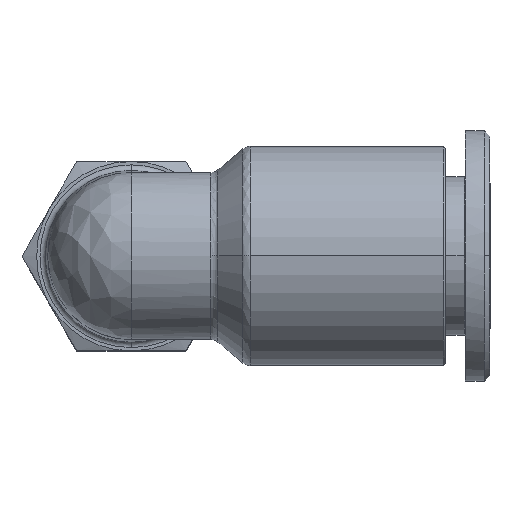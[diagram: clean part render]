
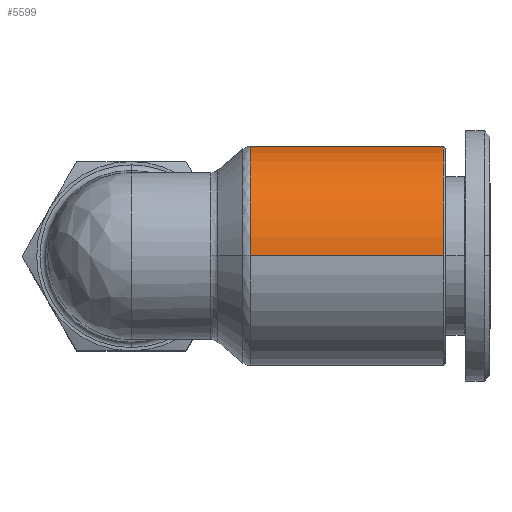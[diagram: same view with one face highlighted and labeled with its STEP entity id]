
A CAD part, top view. The second image highlights one B-rep face of the part: STEP entity #5599.
In plain terms, the highlighted cylindrical face has radius 9.85 mm (diameter 19.7 mm), a partial arc.
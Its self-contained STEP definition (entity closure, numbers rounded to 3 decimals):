
#152 = AXIS2_PLACEMENT_3D ( 'NONE', #1966, #10802, #8549 ) ;
#154 = LINE ( 'NONE', #10783, #14341 ) ;
#1033 = CYLINDRICAL_SURFACE ( 'NONE', #9654, 9.85 ) ;
#1086 = VERTEX_POINT ( 'NONE', #14065 ) ;
#1339 = VERTEX_POINT ( 'NONE', #6275 ) ;
#1470 = CARTESIAN_POINT ( 'NONE',  ( -4.764, 0., 9.85 ) ) ;
#1515 = ORIENTED_EDGE ( 'NONE', *, *, #7097, .T. ) ;
#1966 = CARTESIAN_POINT ( 'NONE',  ( 12.572, 0., 0. ) ) ;
#2388 = EDGE_LOOP ( 'NONE', ( #1515, #9270, #7863, #3669, #9074 ) ) ;
#2413 = VECTOR ( 'NONE', #13916, 1000. ) ;
#2905 = EDGE_CURVE ( 'NONE', #8919, #1086, #4345, .T. ) ;
#3645 = CIRCLE ( 'NONE', #6023, 9.85 ) ;
#3669 = ORIENTED_EDGE ( 'NONE', *, *, #11781, .T. ) ;
#3747 = DIRECTION ( 'NONE',  ( 0., 0., -1. ) ) ;
#3843 = CARTESIAN_POINT ( 'NONE',  ( -4.764, 0., 0. ) ) ;
#4098 = CIRCLE ( 'NONE', #12975, 9.85 ) ;
#4138 = EDGE_CURVE ( 'NONE', #1339, #9558, #4098, .T. ) ;
#4345 = LINE ( 'NONE', #7381, #2413 ) ;
#4765 = CARTESIAN_POINT ( 'NONE',  ( 12.572, 9.85, 0. ) ) ;
#5599 = ADVANCED_FACE ( 'NONE', ( #13998 ), #1033, .T. ) ;
#5624 = CARTESIAN_POINT ( 'NONE',  ( 2.872, 0., 0. ) ) ;
#6011 = DIRECTION ( 'NONE',  ( 1., 0., 0. ) ) ;
#6023 = AXIS2_PLACEMENT_3D ( 'NONE', #3843, #6011, #3747 ) ;
#6075 = EDGE_CURVE ( 'NONE', #9483, #1339, #154, .T. ) ;
#6275 = CARTESIAN_POINT ( 'NONE',  ( 12.572, 0., 9.85 ) ) ;
#6636 = DIRECTION ( 'NONE',  ( 0., 0., -1. ) ) ;
#6781 = DIRECTION ( 'NONE',  ( -1., 0., 0. ) ) ;
#6785 = DIRECTION ( 'NONE',  ( 1., 0., 0. ) ) ;
#7097 = EDGE_CURVE ( 'NONE', #8919, #9483, #3645, .T. ) ;
#7381 = CARTESIAN_POINT ( 'NONE',  ( 2.872, 0., -9.85 ) ) ;
#7863 = ORIENTED_EDGE ( 'NONE', *, *, #4138, .T. ) ;
#7907 = DIRECTION ( 'NONE',  ( 0., 0., -1. ) ) ;
#8267 = CIRCLE ( 'NONE', #152, 9.85 ) ;
#8549 = DIRECTION ( 'NONE',  ( 0., 0., -1. ) ) ;
#8919 = VERTEX_POINT ( 'NONE', #13730 ) ;
#9074 = ORIENTED_EDGE ( 'NONE', *, *, #2905, .F. ) ;
#9270 = ORIENTED_EDGE ( 'NONE', *, *, #6075, .T. ) ;
#9483 = VERTEX_POINT ( 'NONE', #1470 ) ;
#9558 = VERTEX_POINT ( 'NONE', #4765 ) ;
#9654 = AXIS2_PLACEMENT_3D ( 'NONE', #5624, #6785, #6636 ) ;
#10783 = CARTESIAN_POINT ( 'NONE',  ( 2.872, 0., 9.85 ) ) ;
#10802 = DIRECTION ( 'NONE',  ( -1., 0., 0. ) ) ;
#11781 = EDGE_CURVE ( 'NONE', #9558, #1086, #8267, .T. ) ;
#12975 = AXIS2_PLACEMENT_3D ( 'NONE', #13461, #6781, #7907 ) ;
#13461 = CARTESIAN_POINT ( 'NONE',  ( 12.572, 0., 0. ) ) ;
#13730 = CARTESIAN_POINT ( 'NONE',  ( -4.764, 0., -9.85 ) ) ;
#13916 = DIRECTION ( 'NONE',  ( 1., 0., 0. ) ) ;
#13998 = FACE_OUTER_BOUND ( 'NONE', #2388, .T. ) ;
#14065 = CARTESIAN_POINT ( 'NONE',  ( 12.572, 0., -9.85 ) ) ;
#14120 = DIRECTION ( 'NONE',  ( 1., 0., 0. ) ) ;
#14341 = VECTOR ( 'NONE', #14120, 1000. ) ;
